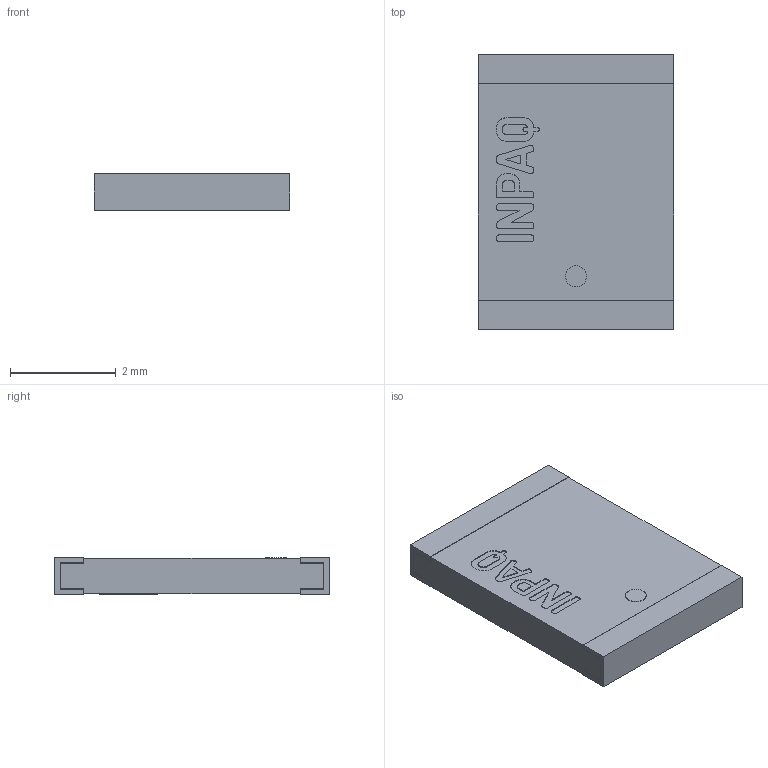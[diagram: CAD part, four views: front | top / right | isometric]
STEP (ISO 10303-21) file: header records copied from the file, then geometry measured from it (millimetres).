
FILE_DESCRIPTION(('FreeCAD Model'),'2;1');
FILE_NAME('ant_bt_inpaq_5036.step' ,'2018-05-02T20:55:57',('kicad StepUp'),('ksu MCAD'), 'Open CASCADE STEP processor 7.2','FreeCAD','Unknown');
FILE_SCHEMA(('AUTOMOTIVE_DESIGN { 1 0 10303 214 1 1 1 1 }'));
Length unit declared in the file: millimetre
Products named in the file (1): ant_bt_inpaq_5036
Bounding box: 3.7 x 5.2 x 0.7 mm (x, y, z)
Volume: 13.1 mm3; surface area: 64.8 mm2
Topology: 1 solids, 1 shells, 121 faces, 327 edges, 210 vertices
Faces by surface type: plane 81, extrusion 39, cylinder 1
Full cylindrical faces by diameter (mm): 0.4 x1
Entity records: 4970 total; most frequent: CARTESIAN_POINT 1216, ORIENTED_EDGE 654, DIRECTION 456, EDGE_CURVE 327, VECTOR 286, LINE 247, VERTEX_POINT 210, FACE_BOUND 131
